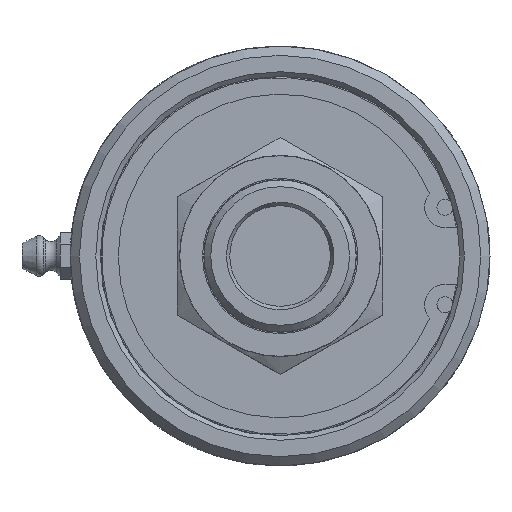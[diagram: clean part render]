
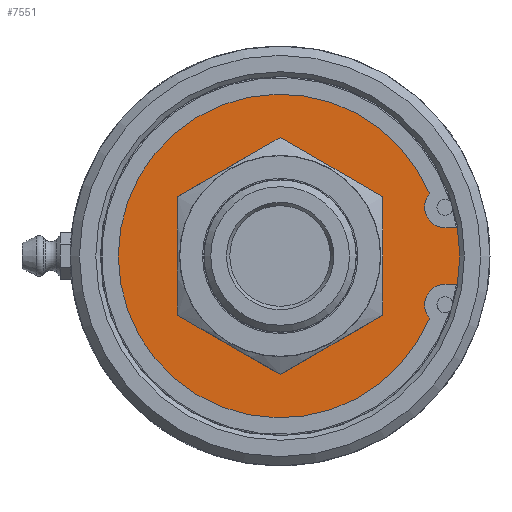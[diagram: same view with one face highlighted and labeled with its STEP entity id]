
A CAD part, left-side view. The second image highlights one B-rep face of the part: STEP entity #7551.
In plain terms, the highlighted planar face has unit normal (-1, 0, 0).
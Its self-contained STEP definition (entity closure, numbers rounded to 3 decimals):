
#783=FACE_BOUND('',#1399,.T.);
#825=PLANE('',#8030);
#952=FACE_OUTER_BOUND('',#1398,.T.);
#1398=EDGE_LOOP('',(#4981,#4982,#4983,#4984,#4985,#4986));
#1399=EDGE_LOOP('',(#4987,#4988));
#1883=LINE('',#10111,#2296);
#1884=LINE('',#10115,#2297);
#2296=VECTOR('',#8551,10.);
#2297=VECTOR('',#8554,10.);
#2715=CIRCLE('',#8031,33.45);
#2716=CIRCLE('',#8032,3.556);
#2717=CIRCLE('',#8033,28.142);
#2718=CIRCLE('',#8034,3.556);
#2719=CIRCLE('',#8035,17.5);
#2720=CIRCLE('',#8036,17.5);
#2990=VERTEX_POINT('',#10109);
#2991=VERTEX_POINT('',#10110);
#2992=VERTEX_POINT('',#10112);
#2993=VERTEX_POINT('',#10114);
#2994=VERTEX_POINT('',#10116);
#2995=VERTEX_POINT('',#10118);
#2996=VERTEX_POINT('',#10121);
#2997=VERTEX_POINT('',#10122);
#3785=EDGE_CURVE('',#2990,#2991,#1883,.T.);
#3786=EDGE_CURVE('',#2990,#2992,#2715,.T.);
#3787=EDGE_CURVE('',#2993,#2992,#1884,.T.);
#3788=EDGE_CURVE('',#2994,#2993,#2716,.T.);
#3789=EDGE_CURVE('',#2995,#2994,#2717,.T.);
#3790=EDGE_CURVE('',#2991,#2995,#2718,.T.);
#3791=EDGE_CURVE('',#2996,#2997,#2719,.T.);
#3792=EDGE_CURVE('',#2997,#2996,#2720,.T.);
#4981=ORIENTED_EDGE('',*,*,#3785,.F.);
#4982=ORIENTED_EDGE('',*,*,#3786,.T.);
#4983=ORIENTED_EDGE('',*,*,#3787,.F.);
#4984=ORIENTED_EDGE('',*,*,#3788,.F.);
#4985=ORIENTED_EDGE('',*,*,#3789,.F.);
#4986=ORIENTED_EDGE('',*,*,#3790,.F.);
#4987=ORIENTED_EDGE('',*,*,#3791,.T.);
#4988=ORIENTED_EDGE('',*,*,#3792,.T.);
#7551=ADVANCED_FACE('',(#952,#783),#825,.F.);
#8030=AXIS2_PLACEMENT_3D('',#10108,#8549,#8550);
#8031=AXIS2_PLACEMENT_3D('',#10113,#8552,#8553);
#8032=AXIS2_PLACEMENT_3D('',#10117,#8555,#8556);
#8033=AXIS2_PLACEMENT_3D('',#10119,#8557,#8558);
#8034=AXIS2_PLACEMENT_3D('',#10120,#8559,#8560);
#8035=AXIS2_PLACEMENT_3D('',#10123,#8561,#8562);
#8036=AXIS2_PLACEMENT_3D('',#10124,#8563,#8564);
#8549=DIRECTION('center_axis',(1.,0.,0.));
#8550=DIRECTION('ref_axis',(0.,0.,-1.));
#8551=DIRECTION('',(0.,1.,0.));
#8552=DIRECTION('center_axis',(-1.,0.,0.));
#8553=DIRECTION('ref_axis',(0.,1.,0.));
#8554=DIRECTION('',(0.,-1.,0.));
#8555=DIRECTION('center_axis',(-1.,0.,0.));
#8556=DIRECTION('ref_axis',(0.,0.754,0.657));
#8557=DIRECTION('center_axis',(1.,0.,0.));
#8558=DIRECTION('ref_axis',(0.,0.924,-0.384));
#8559=DIRECTION('center_axis',(-1.,0.,0.));
#8560=DIRECTION('ref_axis',(0.,0.,1.));
#8561=DIRECTION('center_axis',(1.,0.,0.));
#8562=DIRECTION('ref_axis',(0.,1.,0.));
#8563=DIRECTION('center_axis',(1.,0.,0.));
#8564=DIRECTION('ref_axis',(0.,1.,0.));
#10108=CARTESIAN_POINT('Origin',(4.775,24.275,0.));
#10109=CARTESIAN_POINT('',(4.775,-33.089,-4.902));
#10110=CARTESIAN_POINT('',(4.775,-28.672,-4.902));
#10111=CARTESIAN_POINT('',(4.775,-33.089,-4.902));
#10112=CARTESIAN_POINT('',(4.775,-33.089,4.902));
#10113=CARTESIAN_POINT('Origin',(4.775,0.,0.));
#10114=CARTESIAN_POINT('',(4.775,-28.672,4.902));
#10115=CARTESIAN_POINT('',(4.775,-28.672,4.902));
#10116=CARTESIAN_POINT('',(4.775,-25.99,10.793));
#10117=CARTESIAN_POINT('Origin',(4.775,-28.672,8.458));
#10118=CARTESIAN_POINT('',(4.775,-25.99,-10.793));
#10119=CARTESIAN_POINT('Origin',(4.775,0.,0.));
#10120=CARTESIAN_POINT('Origin',(4.775,-28.672,-8.458));
#10121=CARTESIAN_POINT('',(4.775,17.5,0.));
#10122=CARTESIAN_POINT('',(4.775,-17.5,0.));
#10123=CARTESIAN_POINT('Origin',(4.775,0.,0.));
#10124=CARTESIAN_POINT('Origin',(4.775,0.,0.));
